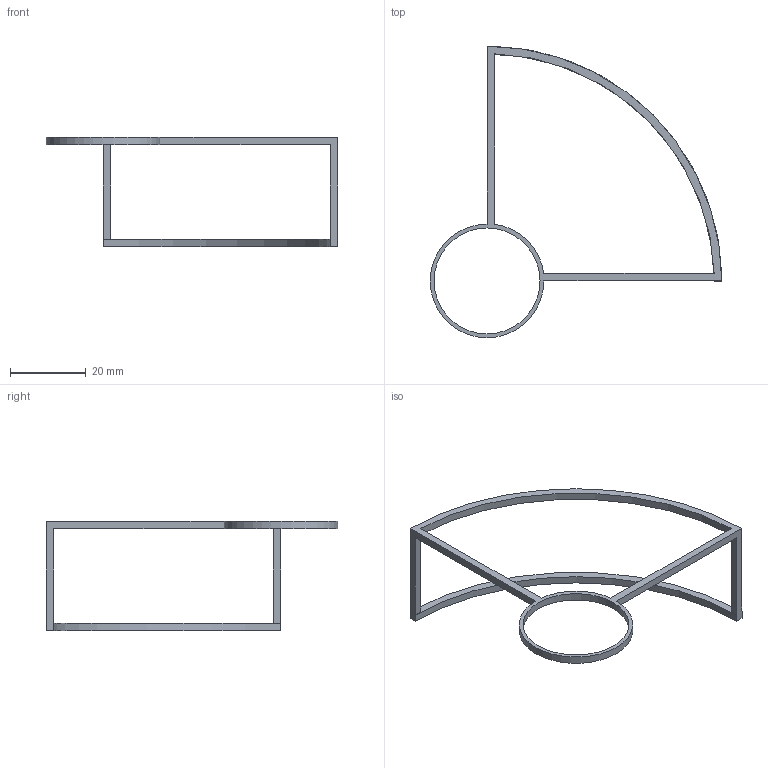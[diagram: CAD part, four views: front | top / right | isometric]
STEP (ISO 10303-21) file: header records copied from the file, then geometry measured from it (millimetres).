
FILE_DESCRIPTION (( 'STEP AP203' ), '1' );
FILE_NAME ('Protector_默认_sldprt.STEP', '2021-08-31T07:26:21', ( '' ), ( '' ), 'SwSTEP 2.0', 'SolidWorks 2018', '' );
FILE_SCHEMA (( 'CONFIG_CONTROL_DESIGN' ));
Length unit declared in the file: millimetre
Products named in the file (1): Protector_默认_sldprt
Bounding box: 77 x 77 x 29.03 mm (x, y, z)
Volume: 1519.9 mm3; surface area: 3197.8 mm2
Topology: 1 solids, 1 shells, 27 faces, 68 edges, 40 vertices
Faces by surface type: plane 19, cylinder 8
Entity records: 883 total; most frequent: DIRECTION 144, ORIENTED_EDGE 136, CARTESIAN_POINT 136, EDGE_CURVE 68, AXIS2_PLACEMENT_3D 48, VECTOR 48, LINE 48, VERTEX_POINT 40
